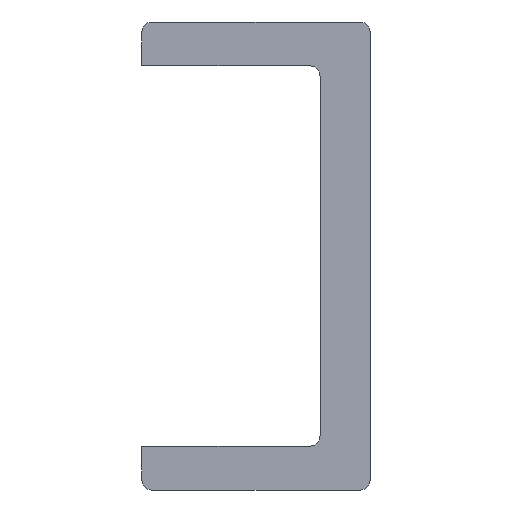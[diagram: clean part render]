
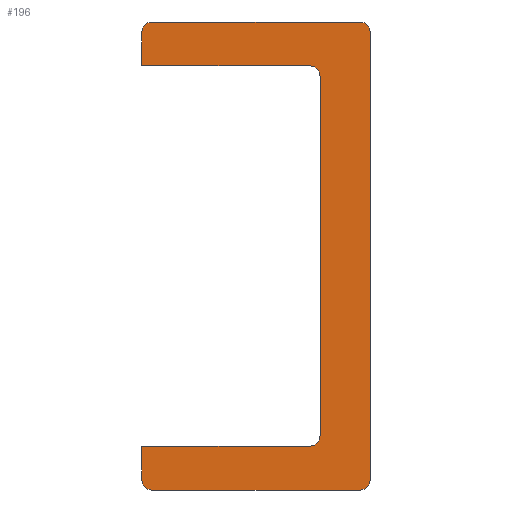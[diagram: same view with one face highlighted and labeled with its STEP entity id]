
A CAD part, front view. The second image highlights one B-rep face of the part: STEP entity #196.
In plain terms, the highlighted planar face has unit normal (0, -1, 0).
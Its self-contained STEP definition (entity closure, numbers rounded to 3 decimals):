
#196 = ADVANCED_FACE( '', ( #473 ), #474, .F. );
#473 = FACE_OUTER_BOUND( '', #798, .T. );
#474 = PLANE( '', #799 );
#798 = EDGE_LOOP( '', ( #1256, #1257, #1258, #1259, #1260, #1261, #1262, #1263, #1264, #1265, #1266, #1267, #1268, #1269 ) );
#799 = AXIS2_PLACEMENT_3D( '', #1270, #1271, #1272 );
#1256 = ORIENTED_EDGE( '', *, *, #1500, .F. );
#1257 = ORIENTED_EDGE( '', *, *, #1423, .T. );
#1258 = ORIENTED_EDGE( '', *, *, #1542, .F. );
#1259 = ORIENTED_EDGE( '', *, *, #1475, .T. );
#1260 = ORIENTED_EDGE( '', *, *, #1578, .F. );
#1261 = ORIENTED_EDGE( '', *, *, #1579, .F. );
#1262 = ORIENTED_EDGE( '', *, *, #1465, .F. );
#1263 = ORIENTED_EDGE( '', *, *, #1580, .F. );
#1264 = ORIENTED_EDGE( '', *, *, #1581, .F. );
#1265 = ORIENTED_EDGE( '', *, *, #1556, .F. );
#1266 = ORIENTED_EDGE( '', *, *, #1582, .F. );
#1267 = ORIENTED_EDGE( '', *, *, #1544, .T. );
#1268 = ORIENTED_EDGE( '', *, *, #1459, .F. );
#1269 = ORIENTED_EDGE( '', *, *, #1583, .T. );
#1270 = CARTESIAN_POINT( '', ( -10.5, 0., 21.5 ) );
#1271 = DIRECTION( '', ( 0., 1., 0. ) );
#1272 = DIRECTION( '', ( 0., 0., 1. ) );
#1423 = EDGE_CURVE( '', #1619, #1617, #1620, .F. );
#1459 = EDGE_CURVE( '', #1677, #1679, #1680, .T. );
#1465 = EDGE_CURVE( '', #1688, #1689, #1690, .T. );
#1475 = EDGE_CURVE( '', #1707, #1705, #1708, .F. );
#1500 = EDGE_CURVE( '', #1619, #1754, #1755, .T. );
#1542 = EDGE_CURVE( '', #1707, #1617, #1819, .T. );
#1544 = EDGE_CURVE( '', #1821, #1679, #1822, .F. );
#1556 = EDGE_CURVE( '', #1838, #1839, #1840, .T. );
#1578 = EDGE_CURVE( '', #1869, #1705, #1870, .T. );
#1579 = EDGE_CURVE( '', #1689, #1869, #1871, .T. );
#1580 = EDGE_CURVE( '', #1872, #1688, #1873, .T. );
#1581 = EDGE_CURVE( '', #1839, #1872, #1874, .T. );
#1582 = EDGE_CURVE( '', #1821, #1838, #1875, .T. );
#1583 = EDGE_CURVE( '', #1677, #1754, #1876, .F. );
#1617 = VERTEX_POINT( '', #1919 );
#1619 = VERTEX_POINT( '', #1922 );
#1620 = CIRCLE( '', #1923, 0.9 );
#1677 = VERTEX_POINT( '', #1982 );
#1679 = VERTEX_POINT( '', #1985 );
#1680 = LINE( '', #1986, #1987 );
#1688 = VERTEX_POINT( '', #1996 );
#1689 = VERTEX_POINT( '', #1997 );
#1690 = CIRCLE( '', #1998, 1. );
#1705 = VERTEX_POINT( '', #2015 );
#1707 = VERTEX_POINT( '', #2018 );
#1708 = CIRCLE( '', #2019, 0.9 );
#1754 = VERTEX_POINT( '', #2067 );
#1755 = LINE( '', #2068, #2069 );
#1819 = LINE( '', #2140, #2141 );
#1821 = VERTEX_POINT( '', #2143 );
#1822 = CIRCLE( '', #2144, 0.9 );
#1838 = VERTEX_POINT( '', #2161 );
#1839 = VERTEX_POINT( '', #2162 );
#1840 = LINE( '', #2163, #2164 );
#1869 = VERTEX_POINT( '', #2195 );
#1870 = LINE( '', #2196, #2197 );
#1871 = LINE( '', #2198, #2199 );
#1872 = VERTEX_POINT( '', #2200 );
#1873 = LINE( '', #2201, #2202 );
#1874 = CIRCLE( '', #2203, 1. );
#1875 = LINE( '', #2204, #2205 );
#1876 = CIRCLE( '', #2206, 0.9 );
#1919 = CARTESIAN_POINT( '', ( 9.6, 0., 21.5 ) );
#1922 = CARTESIAN_POINT( '', ( 10.5, 0., 20.6 ) );
#1923 = AXIS2_PLACEMENT_3D( '', #2251, #2252, #2253 );
#1982 = CARTESIAN_POINT( '', ( 9.6, 0., -21.5 ) );
#1985 = CARTESIAN_POINT( '', ( -9.6, 0., -21.5 ) );
#1986 = CARTESIAN_POINT( '', ( 10.5, 0., -21.5 ) );
#1987 = VECTOR( '', #2317, 1000. );
#1996 = CARTESIAN_POINT( '', ( 5.9, 0., 16.5 ) );
#1997 = CARTESIAN_POINT( '', ( 4.9, 0., 17.5 ) );
#1998 = AXIS2_PLACEMENT_3D( '', #2325, #2326, #2327 );
#2015 = CARTESIAN_POINT( '', ( -10.5, 0., 20.6 ) );
#2018 = CARTESIAN_POINT( '', ( -9.6, 0., 21.5 ) );
#2019 = AXIS2_PLACEMENT_3D( '', #2343, #2344, #2345 );
#2067 = CARTESIAN_POINT( '', ( 10.5, 0., -20.6 ) );
#2068 = CARTESIAN_POINT( '', ( 10.5, 0., 21.5 ) );
#2069 = VECTOR( '', #2408, 1000. );
#2140 = CARTESIAN_POINT( '', ( -10.5, 0., 21.5 ) );
#2141 = VECTOR( '', #2476, 1000. );
#2143 = CARTESIAN_POINT( '', ( -10.5, 0., -20.6 ) );
#2144 = AXIS2_PLACEMENT_3D( '', #2477, #2478, #2479 );
#2161 = CARTESIAN_POINT( '', ( -10.5, 0., -17.5 ) );
#2162 = CARTESIAN_POINT( '', ( 4.9, 0., -17.5 ) );
#2163 = CARTESIAN_POINT( '', ( 4.9, 0., -17.5 ) );
#2164 = VECTOR( '', #2493, 1000. );
#2195 = CARTESIAN_POINT( '', ( -10.5, 0., 17.5 ) );
#2196 = CARTESIAN_POINT( '', ( -10.5, 0., -21.5 ) );
#2197 = VECTOR( '', #2517, 1000. );
#2198 = CARTESIAN_POINT( '', ( 4.9, 0., 17.5 ) );
#2199 = VECTOR( '', #2518, 1000. );
#2200 = CARTESIAN_POINT( '', ( 5.9, 0., -16.5 ) );
#2201 = CARTESIAN_POINT( '', ( 5.9, 0., 16.5 ) );
#2202 = VECTOR( '', #2519, 1000. );
#2203 = AXIS2_PLACEMENT_3D( '', #2520, #2521, #2522 );
#2204 = CARTESIAN_POINT( '', ( -10.5, 0., -21.5 ) );
#2205 = VECTOR( '', #2523, 1000. );
#2206 = AXIS2_PLACEMENT_3D( '', #2524, #2525, #2526 );
#2251 = CARTESIAN_POINT( '', ( 9.6, 0., 20.6 ) );
#2252 = DIRECTION( '', ( 0., 1., 0. ) );
#2253 = DIRECTION( '', ( 0., 0., 1. ) );
#2317 = DIRECTION( '', ( -1., 0., 0. ) );
#2325 = CARTESIAN_POINT( '', ( 4.9, 0., 16.5 ) );
#2326 = DIRECTION( '', ( 0., -1., 0. ) );
#2327 = DIRECTION( '', ( -1., 0., 0. ) );
#2343 = CARTESIAN_POINT( '', ( -9.6, 0., 20.6 ) );
#2344 = DIRECTION( '', ( 0., 1., 0. ) );
#2345 = DIRECTION( '', ( 0., 0., 1. ) );
#2408 = DIRECTION( '', ( 0., 0., -1. ) );
#2476 = DIRECTION( '', ( 1., 0., 0. ) );
#2477 = CARTESIAN_POINT( '', ( -9.6, 0., -20.6 ) );
#2478 = DIRECTION( '', ( 0., 1., 0. ) );
#2479 = DIRECTION( '', ( 0., 0., 1. ) );
#2493 = DIRECTION( '', ( 1., 0., 0. ) );
#2517 = DIRECTION( '', ( 0., 0., 1. ) );
#2518 = DIRECTION( '', ( -1., 0., 0. ) );
#2519 = DIRECTION( '', ( 0., 0., 1. ) );
#2520 = CARTESIAN_POINT( '', ( 4.9, 0., -16.5 ) );
#2521 = DIRECTION( '', ( 0., -1., 0. ) );
#2522 = DIRECTION( '', ( -1., 0., 0. ) );
#2523 = DIRECTION( '', ( 0., 0., 1. ) );
#2524 = CARTESIAN_POINT( '', ( 9.6, 0., -20.6 ) );
#2525 = DIRECTION( '', ( 0., 1., 0. ) );
#2526 = DIRECTION( '', ( 0., 0., 1. ) );
